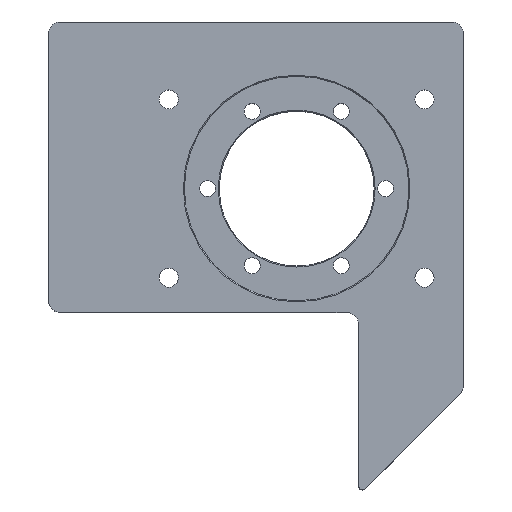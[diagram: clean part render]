
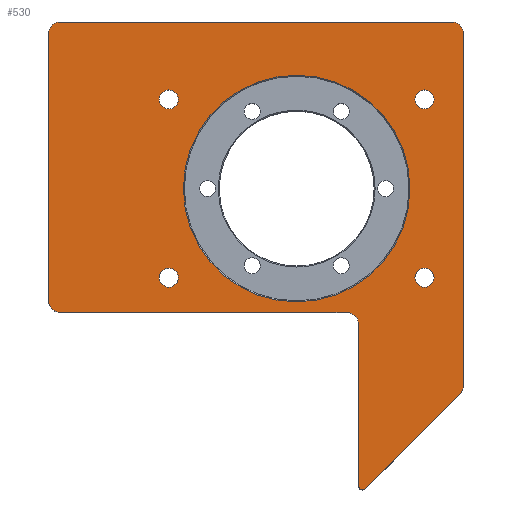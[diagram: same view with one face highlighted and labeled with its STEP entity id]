
A CAD part, top view. The second image highlights one B-rep face of the part: STEP entity #530.
In plain terms, the highlighted planar face has unit normal (0, 0, 1).
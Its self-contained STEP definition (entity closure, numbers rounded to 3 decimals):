
#302=CARTESIAN_POINT('',(29.25,0.,0.));
#303=VERTEX_POINT('',#302);
#312=CARTESIAN_POINT('',(0.,0.,0.));
#313=DIRECTION('',(0.,0.,1.));
#314=DIRECTION('',(-1.,0.,0.));
#315=AXIS2_PLACEMENT_3D('',#312,#313,#314);
#316=CIRCLE('',#315,29.25);
#317=EDGE_CURVE('',#303,#303,#316,.T.);
#374=CARTESIAN_POINT('',(-4.221,-7.044,0.));
#375=DIRECTION('',(0.,0.,1.));
#376=DIRECTION('',(1.,0.,0.));
#377=AXIS2_PLACEMENT_3D('',#374,#375,#376);
#378=PLANE('',#377);
#379=CARTESIAN_POINT('',(-35.459,-23.,0.));
#380=VERTEX_POINT('',#379);
#381=CARTESIAN_POINT('',(-33.,-23.,0.));
#382=DIRECTION('',(0.,0.,-1.));
#383=DIRECTION('',(1.,0.,0.));
#384=AXIS2_PLACEMENT_3D('',#381,#382,#383);
#385=CIRCLE('',#384,2.459);
#386=EDGE_CURVE('',#380,#380,#385,.T.);
#387=ORIENTED_EDGE('',*,*,#386,.T.);
#388=EDGE_LOOP('',(#387));
#389=FACE_BOUND('',#388,.T.);
#390=CARTESIAN_POINT('',(30.542,-23.,0.));
#391=VERTEX_POINT('',#390);
#392=CARTESIAN_POINT('',(33.,-23.,0.));
#393=DIRECTION('',(0.,0.,-1.));
#394=DIRECTION('',(1.,0.,0.));
#395=AXIS2_PLACEMENT_3D('',#392,#393,#394);
#396=CIRCLE('',#395,2.459);
#397=EDGE_CURVE('',#391,#391,#396,.T.);
#398=ORIENTED_EDGE('',*,*,#397,.T.);
#399=EDGE_LOOP('',(#398));
#400=FACE_BOUND('',#399,.T.);
#401=CARTESIAN_POINT('',(30.542,23.,0.));
#402=VERTEX_POINT('',#401);
#403=CARTESIAN_POINT('',(33.,23.,0.));
#404=DIRECTION('',(0.,0.,-1.));
#405=DIRECTION('',(1.,0.,0.));
#406=AXIS2_PLACEMENT_3D('',#403,#404,#405);
#407=CIRCLE('',#406,2.459);
#408=EDGE_CURVE('',#402,#402,#407,.T.);
#409=ORIENTED_EDGE('',*,*,#408,.T.);
#410=EDGE_LOOP('',(#409));
#411=FACE_BOUND('',#410,.T.);
#412=CARTESIAN_POINT('',(-35.459,23.,0.));
#413=VERTEX_POINT('',#412);
#414=CARTESIAN_POINT('',(-33.,23.,0.));
#415=DIRECTION('',(0.,0.,-1.));
#416=DIRECTION('',(1.,0.,0.));
#417=AXIS2_PLACEMENT_3D('',#414,#415,#416);
#418=CIRCLE('',#417,2.459);
#419=EDGE_CURVE('',#413,#413,#418,.T.);
#420=ORIENTED_EDGE('',*,*,#419,.T.);
#421=EDGE_LOOP('',(#420));
#422=FACE_BOUND('',#421,.T.);
#423=CARTESIAN_POINT('',(17.707,-77.493,0.));
#424=VERTEX_POINT('',#423);
#425=CARTESIAN_POINT('',(16.,-76.786,0.));
#426=VERTEX_POINT('',#425);
#427=CARTESIAN_POINT('',(17.,-76.786,0.));
#428=DIRECTION('',(-0.,0.,-1.));
#429=DIRECTION('',(-0.383,-0.924,0.));
#430=AXIS2_PLACEMENT_3D('',#427,#428,#429);
#431=CIRCLE('',#430,1.);
#432=EDGE_CURVE('',#424,#426,#431,.T.);
#433=ORIENTED_EDGE('',*,*,#432,.F.);
#434=CARTESIAN_POINT('',(42.121,-53.079,0.));
#435=VERTEX_POINT('',#434);
#436=CARTESIAN_POINT('',(34.213,-60.987,0.));
#437=DIRECTION('',(-0.707,-0.707,0.));
#438=VECTOR('',#437,345.269);
#439=LINE('',#436,#438);
#440=EDGE_CURVE('',#435,#424,#439,.T.);
#441=ORIENTED_EDGE('',*,*,#440,.F.);
#442=CARTESIAN_POINT('',(43.,-50.957,0.));
#443=VERTEX_POINT('',#442);
#444=CARTESIAN_POINT('',(40.,-50.957,0.));
#445=DIRECTION('',(0.,0.,-1.));
#446=DIRECTION('',(0.924,-0.383,0.));
#447=AXIS2_PLACEMENT_3D('',#444,#445,#446);
#448=CIRCLE('',#447,3.);
#449=EDGE_CURVE('',#443,#435,#448,.T.);
#450=ORIENTED_EDGE('',*,*,#449,.F.);
#451=CARTESIAN_POINT('',(43.,40.,0.));
#452=VERTEX_POINT('',#451);
#453=CARTESIAN_POINT('',(43.,13.,0.));
#454=DIRECTION('',(-0.,-1.,0.));
#455=VECTOR('',#454,909.574);
#456=LINE('',#453,#455);
#457=EDGE_CURVE('',#452,#443,#456,.T.);
#458=ORIENTED_EDGE('',*,*,#457,.F.);
#459=CARTESIAN_POINT('',(40.,43.,0.));
#460=VERTEX_POINT('',#459);
#461=CARTESIAN_POINT('',(40.,40.,0.));
#462=DIRECTION('',(0.,0.,-1.));
#463=DIRECTION('',(0.707,0.707,0.));
#464=AXIS2_PLACEMENT_3D('',#461,#462,#463);
#465=CIRCLE('',#464,3.);
#466=EDGE_CURVE('',#460,#452,#465,.T.);
#467=ORIENTED_EDGE('',*,*,#466,.F.);
#468=CARTESIAN_POINT('',(-61.,43.,0.));
#469=VERTEX_POINT('',#468);
#470=CARTESIAN_POINT('',(-34.,43.,0.));
#471=DIRECTION('',(1.,0.,-0.));
#472=VECTOR('',#471,1010.);
#473=LINE('',#470,#472);
#474=EDGE_CURVE('',#469,#460,#473,.T.);
#475=ORIENTED_EDGE('',*,*,#474,.F.);
#476=CARTESIAN_POINT('',(-64.,40.,0.));
#477=VERTEX_POINT('',#476);
#478=CARTESIAN_POINT('',(-61.,40.,0.));
#479=DIRECTION('',(0.,0.,-1.));
#480=DIRECTION('',(-0.707,0.707,0.));
#481=AXIS2_PLACEMENT_3D('',#478,#479,#480);
#482=CIRCLE('',#481,3.);
#483=EDGE_CURVE('',#477,#469,#482,.T.);
#484=ORIENTED_EDGE('',*,*,#483,.F.);
#485=CARTESIAN_POINT('',(-64.,-29.,0.));
#486=VERTEX_POINT('',#485);
#487=CARTESIAN_POINT('',(-64.,-2.,0.));
#488=DIRECTION('',(0.,1.,0.));
#489=VECTOR('',#488,690.);
#490=LINE('',#487,#489);
#491=EDGE_CURVE('',#486,#477,#490,.T.);
#492=ORIENTED_EDGE('',*,*,#491,.F.);
#493=CARTESIAN_POINT('',(-61.,-32.,0.));
#494=VERTEX_POINT('',#493);
#495=CARTESIAN_POINT('',(-61.,-29.,0.));
#496=DIRECTION('',(-0.,0.,-1.));
#497=DIRECTION('',(-0.707,-0.707,0.));
#498=AXIS2_PLACEMENT_3D('',#495,#496,#497);
#499=CIRCLE('',#498,3.);
#500=EDGE_CURVE('',#494,#486,#499,.T.);
#501=ORIENTED_EDGE('',*,*,#500,.F.);
#502=CARTESIAN_POINT('',(13.,-32.,0.));
#503=VERTEX_POINT('',#502);
#504=CARTESIAN_POINT('',(-14.,-32.,0.));
#505=DIRECTION('',(-1.,0.,0.));
#506=VECTOR('',#505,740.);
#507=LINE('',#504,#506);
#508=EDGE_CURVE('',#503,#494,#507,.T.);
#509=ORIENTED_EDGE('',*,*,#508,.F.);
#510=CARTESIAN_POINT('',(16.,-35.,0.));
#511=VERTEX_POINT('',#510);
#512=CARTESIAN_POINT('',(13.,-35.,0.));
#513=DIRECTION('',(0.,-0.,1.));
#514=DIRECTION('',(0.707,0.707,0.));
#515=AXIS2_PLACEMENT_3D('',#512,#513,#514);
#516=CIRCLE('',#515,3.);
#517=EDGE_CURVE('',#511,#503,#516,.T.);
#518=ORIENTED_EDGE('',*,*,#517,.F.);
#519=CARTESIAN_POINT('',(16.,-55.058,0.));
#520=DIRECTION('',(0.,1.,0.));
#521=VECTOR('',#520,417.858);
#522=LINE('',#519,#521);
#523=EDGE_CURVE('',#426,#511,#522,.T.);
#524=ORIENTED_EDGE('',*,*,#523,.F.);
#525=EDGE_LOOP('',(#433,#441,#450,#458,#467,#475,#484,#492,#501,#509,#518,#524));
#526=FACE_BOUND('',#525,.T.);
#527=ORIENTED_EDGE('',*,*,#317,.F.);
#528=EDGE_LOOP('',(#527));
#529=FACE_BOUND('',#528,.T.);
#530=ADVANCED_FACE('',(#389,#400,#411,#422,#526,#529),#378,.T.);
